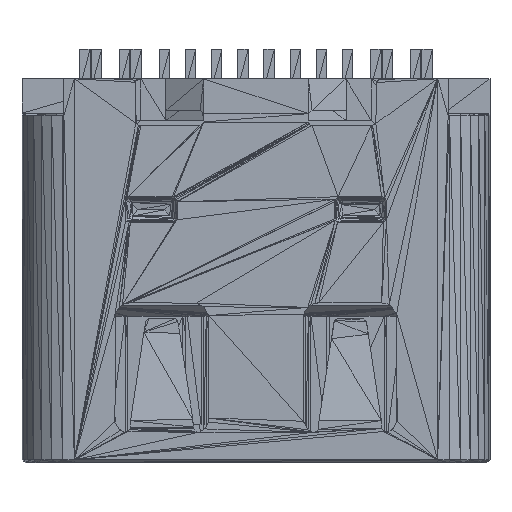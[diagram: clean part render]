
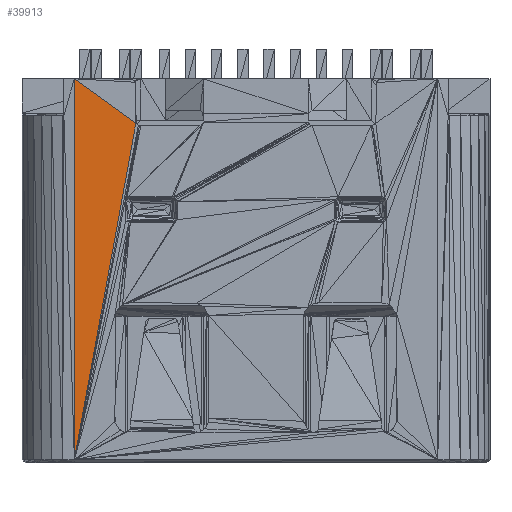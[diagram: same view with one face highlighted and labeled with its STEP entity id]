
A CAD part, top view. The second image highlights one B-rep face of the part: STEP entity #39913.
In plain terms, the highlighted planar face has unit normal (0, 0, 1).
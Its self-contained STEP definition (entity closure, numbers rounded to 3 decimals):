
#25740 = VERTEX_POINT('',#25741);
#25741 = CARTESIAN_POINT('',(-2.294,2.535,
    3.16));
#33615 = VERTEX_POINT('',#33616);
#33616 = CARTESIAN_POINT('',(-3.47,-3.9,
    3.16));
#39896 = VERTEX_POINT('',#39897);
#39897 = CARTESIAN_POINT('',(-3.47,3.38,
    3.16));
#39903 = EDGE_CURVE('',#25740,#39896,#39904,.T.);
#39904 = LINE('',#39905,#39906);
#39905 = CARTESIAN_POINT('',(-2.294,2.535,
    3.16));
#39906 = VECTOR('',#39907,1.);
#39907 = DIRECTION('',(-0.812,0.583,0.));
#39913 = ADVANCED_FACE('',(#39914),#39929,.T.);
#39914 = FACE_BOUND('',#39915,.T.);
#39915 = EDGE_LOOP('',(#39916,#39922,#39923));
#39916 = ORIENTED_EDGE('',*,*,#39917,.T.);
#39917 = EDGE_CURVE('',#33615,#25740,#39918,.T.);
#39918 = LINE('',#39919,#39920);
#39919 = CARTESIAN_POINT('',(-3.47,-3.9,
    3.16));
#39920 = VECTOR('',#39921,1.);
#39921 = DIRECTION('',(0.18,0.984,0.));
#39922 = ORIENTED_EDGE('',*,*,#39903,.T.);
#39923 = ORIENTED_EDGE('',*,*,#39924,.T.);
#39924 = EDGE_CURVE('',#39896,#33615,#39925,.T.);
#39925 = LINE('',#39926,#39927);
#39926 = CARTESIAN_POINT('',(-3.47,3.38,
    3.16));
#39927 = VECTOR('',#39928,1.);
#39928 = DIRECTION('',(0.,-1.,0.));
#39929 = PLANE('',#39930);
#39930 = AXIS2_PLACEMENT_3D('',#39931,#39932,#39933);
#39931 = CARTESIAN_POINT('',(-3.162,-0.136,
    3.16));
#39932 = DIRECTION('',(0.,0.,1.));
#39933 = DIRECTION('',(1.,0.,0.));
